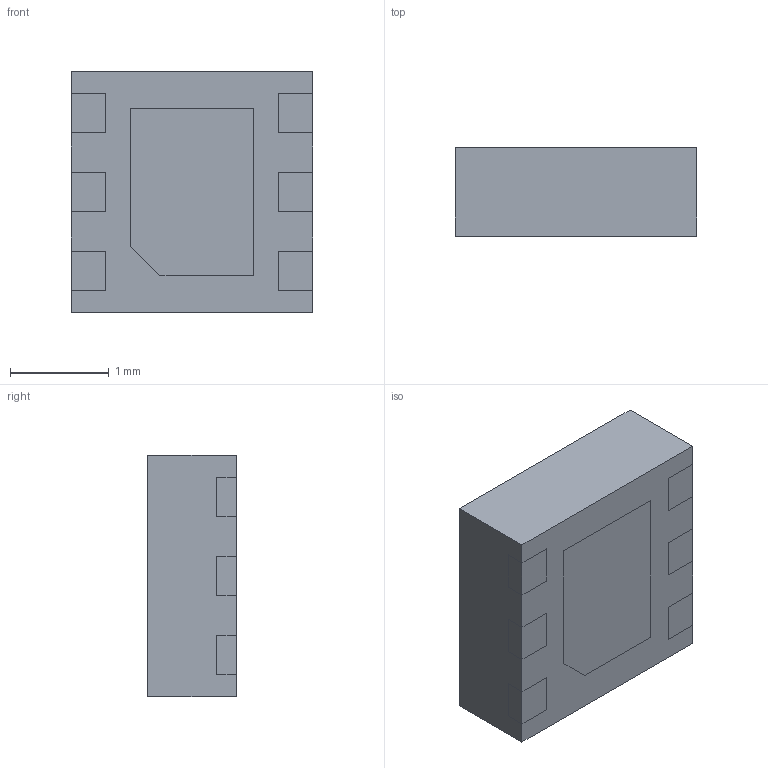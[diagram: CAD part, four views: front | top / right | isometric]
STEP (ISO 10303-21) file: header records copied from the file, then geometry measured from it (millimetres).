
FILE_DESCRIPTION (( 'STEP AP214' ), '1' );
FILE_NAME ('FF252909-B98F-4834-8256-7A503E4CCFEA.STEP', '2023-04-02T01:08:33', ( '' ), ( '' ), 'SwSTEP 2.0', 'SolidWorks 2022', '' );
FILE_SCHEMA (( 'AUTOMOTIVE_DESIGN' ));
Length unit declared in the file: millimetre
Products named in the file (1): FF252909-B98F-4834-8256-7A503E4CCFEA
Bounding box: 2.45 x 0.9 x 2.45 mm (x, y, z)
Surface area: 20.9 mm2 (no closed solid volume)
Topology: 0 solids, 9 shells, 26 faces, 128 edges, 106 vertices
Faces by surface type: plane 23, cylinder 3
Entity records: 1324 total; most frequent: CARTESIAN_POINT 314, DIRECTION 187, ORIENTED_EDGE 164, EDGE_CURVE 128, LINE 121, VECTOR 121, VERTEX_POINT 106, AXIS2_PLACEMENT_3D 33
